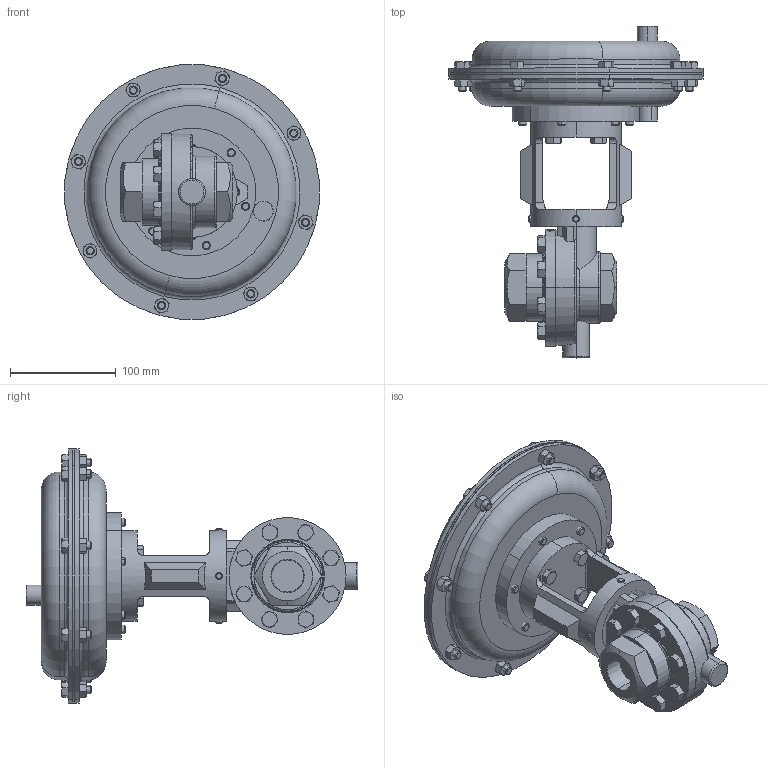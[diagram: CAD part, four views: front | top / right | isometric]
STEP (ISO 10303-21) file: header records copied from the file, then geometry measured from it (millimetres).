
FILE_DESCRIPTION (( 'STEP AP203' ), '1' );
FILE_NAME ('70-100-DI+BR-PT-35M.STEP', '2017-08-23T19:25:10', ( '' ), ( '' ), 'SwSTEP 2.0', 'SolidWorks 2014', '' );
FILE_SCHEMA (( 'CONFIG_CONTROL_DESIGN' ));
Length unit declared in the file: inch
Products named in the file (1): 70-100-DI+BR-PT-35M
Bounding box: 240.92 x 313.73 x 240.92 mm (x, y, z)
Volume: 3435373.1 mm3; surface area: 492515.2 mm2
Topology: 47 solids, 48 shells, 933 faces, 2028 edges, 1224 vertices
Faces by surface type: plane 412, cone 340, cylinder 116, bspline 36, torus 29
Entity records: 34593 total; most frequent: CARTESIAN_POINT 15198, ORIENTED_EDGE 4040, DIRECTION 3825, EDGE_CURVE 2020, AXIS2_PLACEMENT_3D 1541, VERTEX_POINT 1224, EDGE_LOOP 976, FACE_OUTER_BOUND 933
